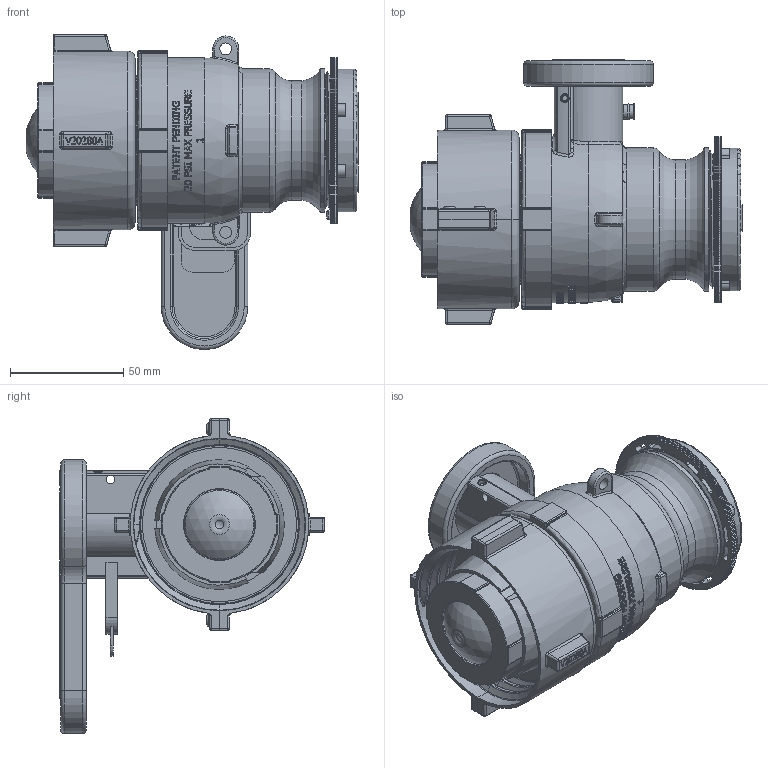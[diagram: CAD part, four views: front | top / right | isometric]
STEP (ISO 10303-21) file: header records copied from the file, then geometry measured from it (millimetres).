
FILE_DESCRIPTION(/* description */ ('2" STUBBY QDC WELD BODY'),/* implementation_level */ '2;1');
FILE_NAME(/* name */ 'WSFBC210.stp',/* time_stamp */ '2016-06-28T13:54:57-04:00',/* author */ ('MJC'),/* organization */ (''),/* preprocessor_version */ 'ST-DEVELOPER v16.1',/* originating_system */ 'Autodesk Inventor 2016',/* authorisation */ '');
FILE_SCHEMA (('AUTOMOTIVE_DESIGN { 1 0 10303 214 3 1 1 }'));
Products named in the file (26): WSF20264X; WS20258; WSF20264; WS20284R1BCX; WS20284R1BC; VBC10255AX; VBC10255A; VBC12254X; VBC12254; F10E; WS20284BC; 201FPTX; 202FPTG; 201FPT; V20280A; V20280B; VS20209; W20284GS; WS20002; WS20153; WS20163; V20255BX; WS20255; WS20255T; VL1008; WSFBC210
Assembly tree (27 placements, depth 4):
  WSFBC210
    WSF20264
      WSF20264X
      WS20258
    WS20284BC
      WS20284R1BC
        WS20284R1BCX
        WS20258
      VBC10255A
        VBC10255AX
      VBC12254
        VBC12254X
      F10E
    201FPT
      201FPTX
      202FPTG
    V20280A
    V20280B
    VS20209
    W20284GS
    WS20002
    WS20153
    WS20163  x2
    WS20255T
      WS20255
        V20255BX
    VL1008
Bounding box: 146.29 x 116.66 x 138.81 mm (x, y, z)
Volume: 359268.7 mm3; surface area: 187663.1 mm2
Topology: 19 solids, 19 shells, 4465 faces, 12098 edges, 7820 vertices
Faces by surface type: plane 2200, cylinder 1056, bspline 859, torus 202, cone 81, sphere 67
Full cylindrical faces by diameter (mm): 1.93 x1, 3.175 x2, 3.251 x1, 3.683 x2, 3.962 x1, 4.762 x1, 4.775 x2, 5.08 x4, 5.207 x1, 5.258 x2, 5.283 x4, 6.35 x4, 6.528 x4, 7.925 x1, 14.732 x1, 18.161 x1, 18.288 x1, 22.225 x3, 23.495 x2, 24.079 x1, 27.94 x1, 30.226 x2, 30.988 x1, 31.242 x1, 33.782 x1, 38.1 x4, 38.354 x1, 42.875 x1, 43.129 x2, 43.18 x2
Entity records: 156390 total; most frequent: CARTESIAN_POINT 48879, ORIENTED_EDGE 23562, DIRECTION 19921, EDGE_CURVE 11781, VERTEX_POINT 7761, LINE 6981, VECTOR 6981, AXIS2_PLACEMENT_3D 6470
